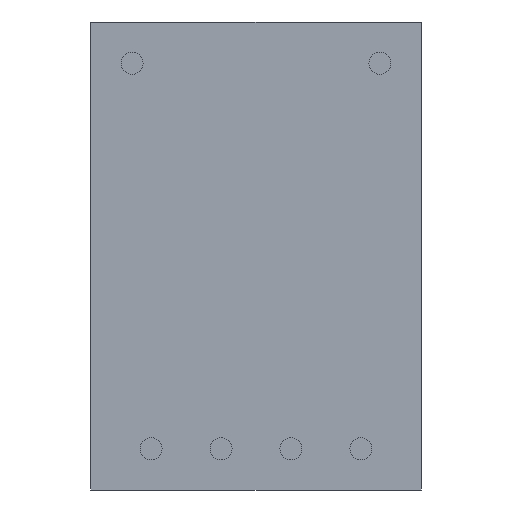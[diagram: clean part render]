
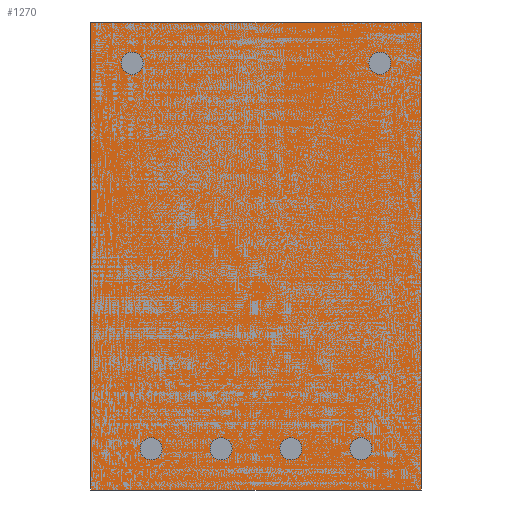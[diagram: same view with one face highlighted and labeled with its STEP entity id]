
A CAD part, front view. The second image highlights one B-rep face of the part: STEP entity #1270.
In plain terms, the highlighted planar face has unit normal (0, -1, 0).
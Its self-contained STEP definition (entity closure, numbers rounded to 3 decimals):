
#1194 = EDGE_CURVE('',#1195,#1197,#1199,.T.);
#1195 = VERTEX_POINT('',#1196);
#1196 = CARTESIAN_POINT('',(0.,0.,0.));
#1197 = VERTEX_POINT('',#1198);
#1198 = CARTESIAN_POINT('',(0.,0.,17.));
#1199 = LINE('',#1200,#1201);
#1200 = CARTESIAN_POINT('',(0.,0.,0.));
#1201 = VECTOR('',#1202,1.);
#1202 = DIRECTION('',(0.,0.,1.));
#1234 = EDGE_CURVE('',#1235,#1237,#1239,.T.);
#1235 = VERTEX_POINT('',#1236);
#1236 = CARTESIAN_POINT('',(12.,0.,0.));
#1237 = VERTEX_POINT('',#1238);
#1238 = CARTESIAN_POINT('',(12.,0.,17.));
#1239 = LINE('',#1240,#1241);
#1240 = CARTESIAN_POINT('',(12.,0.,0.));
#1241 = VECTOR('',#1242,1.);
#1242 = DIRECTION('',(0.,0.,1.));
#1270 = ADVANCED_FACE('',(#1271),#1287,.F.);
#1271 = FACE_BOUND('',#1272,.F.);
#1272 = EDGE_LOOP('',(#1273,#1279,#1280,#1286));
#1273 = ORIENTED_EDGE('',*,*,#1274,.F.);
#1274 = EDGE_CURVE('',#1195,#1235,#1275,.T.);
#1275 = LINE('',#1276,#1277);
#1276 = CARTESIAN_POINT('',(0.,0.,0.));
#1277 = VECTOR('',#1278,1.);
#1278 = DIRECTION('',(1.,0.,-0.));
#1279 = ORIENTED_EDGE('',*,*,#1194,.T.);
#1280 = ORIENTED_EDGE('',*,*,#1281,.T.);
#1281 = EDGE_CURVE('',#1197,#1237,#1282,.T.);
#1282 = LINE('',#1283,#1284);
#1283 = CARTESIAN_POINT('',(0.,0.,17.));
#1284 = VECTOR('',#1285,1.);
#1285 = DIRECTION('',(1.,0.,-0.));
#1286 = ORIENTED_EDGE('',*,*,#1234,.F.);
#1287 = PLANE('',#1288);
#1288 = AXIS2_PLACEMENT_3D('',#1289,#1290,#1291);
#1289 = CARTESIAN_POINT('',(0.,0.,0.));
#1290 = DIRECTION('',(-0.,1.,0.));
#1291 = DIRECTION('',(0.,0.,1.));
